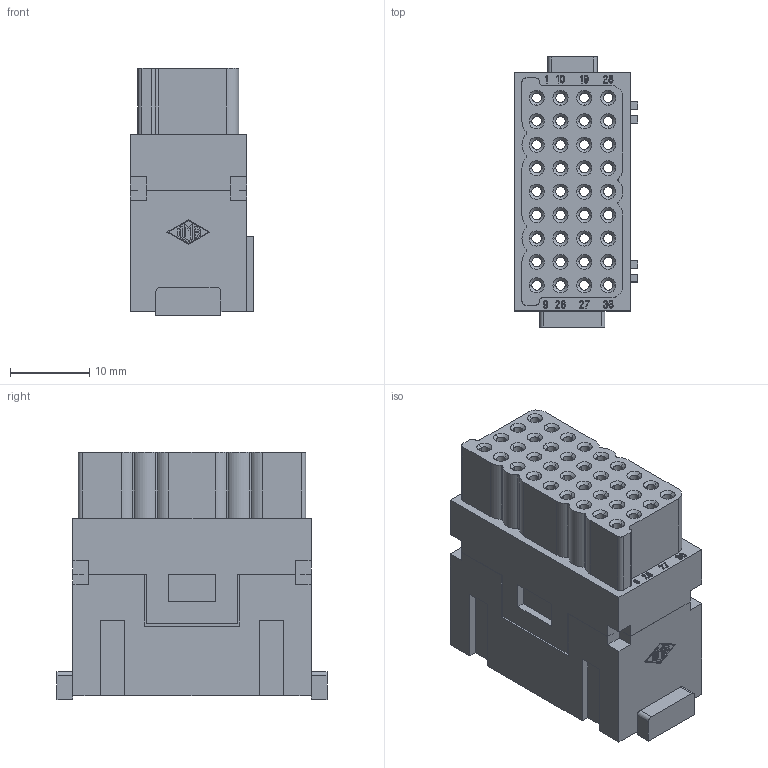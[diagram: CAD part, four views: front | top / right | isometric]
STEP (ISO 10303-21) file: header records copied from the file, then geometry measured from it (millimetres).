
FILE_DESCRIPTION(('Creo Elements/Direct Modeling STEP Export'),'2;1');
FILE_NAME('0lndqdl4rt795fs6668','2019-07-26T14:36:43',(''),(''),'Creo Elements/Direct Modeling STEP processor for AP214 (Solid Model)','Creo Elements/Direct Modeling 20.1B 02-Apr-2019 (C) Parametric Technology GmbH','');
FILE_SCHEMA(('AUTOMOTIVE_DESIGN { 1 0 10303 214 1 1 1 1 }'));
Products named in the file (2): CX_36_IF
Assembly tree (1 placements, depth 2):
  CX_36_IF
    CX_36_IF
Bounding box: 15.6 x 34 x 31.1 mm (x, y, z)
Volume: 6296.6 mm3; surface area: 9350.5 mm2
Topology: 1 solids, 1 shells, 3066 faces, 8880 edges, 5917 vertices
Faces by surface type: plane 2805, cylinder 180, cone 72, extrusion 9
Entity records: 101493 total; most frequent: CARTESIAN_POINT 17764, ORIENTED_EDGE 17760, DIRECTION 14850, EDGE_CURVE 8880, VECTOR 8322, LINE 8313, VERTEX_POINT 5917, AXIS2_PLACEMENT_3D 3264
